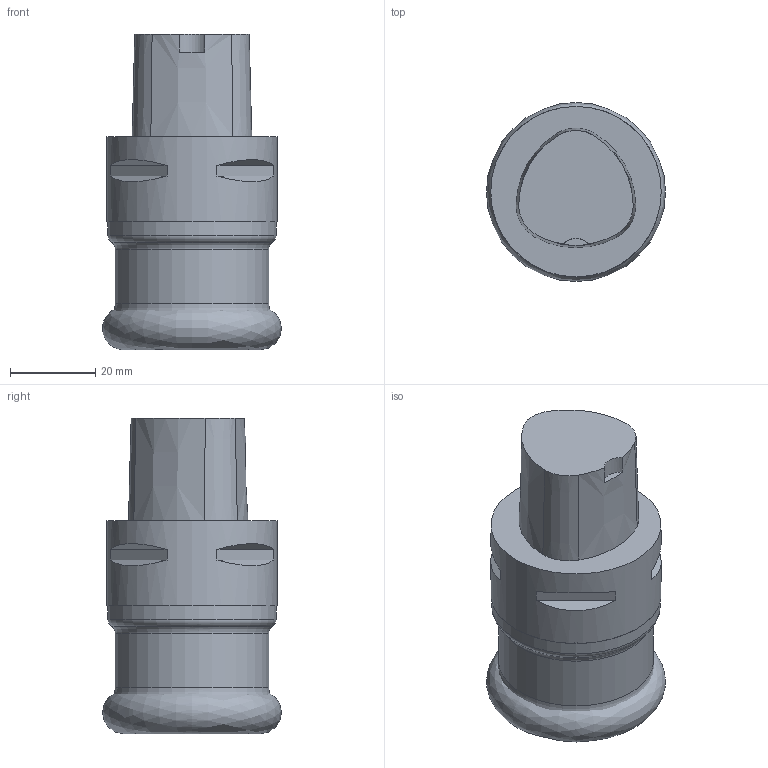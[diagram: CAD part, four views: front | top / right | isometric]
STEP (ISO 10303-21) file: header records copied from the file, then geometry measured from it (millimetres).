
FILE_DESCRIPTION(/* description */ (''),/* implementation_level */ '2;1');
FILE_NAME(/* name */ '1543892198648.stp',/* time_stamp */ '2018-12-04T08:27:01+06:00',/* author */ (''),/* organization */ ('SMS'),/* preprocessor_version */ 'ST-DEVELOPER v15',/* originating_system */ 'SIEMENS PLM Software NX 8.5',/* authorisation */ '');
FILE_SCHEMA (('AUTOMOTIVE_DESIGN { 1 0 10303 214 3 1 1 1 }'));
Length unit declared in the file: millimetre
Products named in the file (4): 201862514mod000_00; ASSEMBLY_CONSTRUCTION; 201954437mod000_00; 201954436mod000_00
Assembly tree (3 placements, depth 2):
  201954436mod000_00
    201954437mod000_00
    ASSEMBLY_CONSTRUCTION
    201862514mod000_00
Bounding box: 42 x 42 x 74 mm (x, y, z)
Volume: 77442.6 mm3; surface area: 13753.7 mm2
Topology: 2 solids, 2 shells, 37 faces, 80 edges, 64 vertices
Faces by surface type: plane 18, cone 7, torus 5, cylinder 4, revolution 2, bspline 1
Full cylindrical faces by diameter (mm): 36.168 x1, 39.6 x1, 40 x1
Entity records: 2805 total; most frequent: CARTESIAN_POINT 1816, DIRECTION 198, ORIENTED_EDGE 124, AXIS2_PLACEMENT_3D 87, EDGE_CURVE 62, EDGE_LOOP 54, VERTEX_POINT 47, ADVANCED_FACE 37
